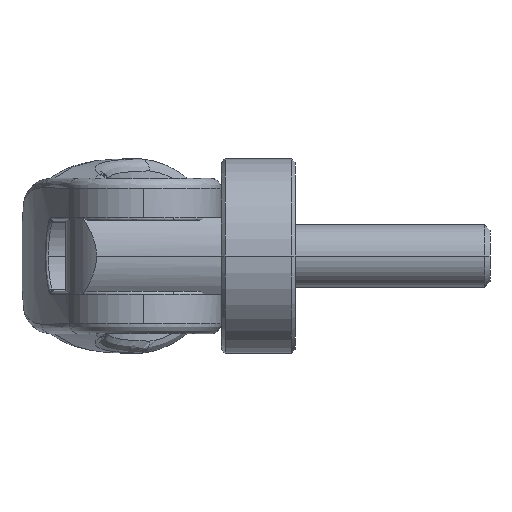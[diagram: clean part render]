
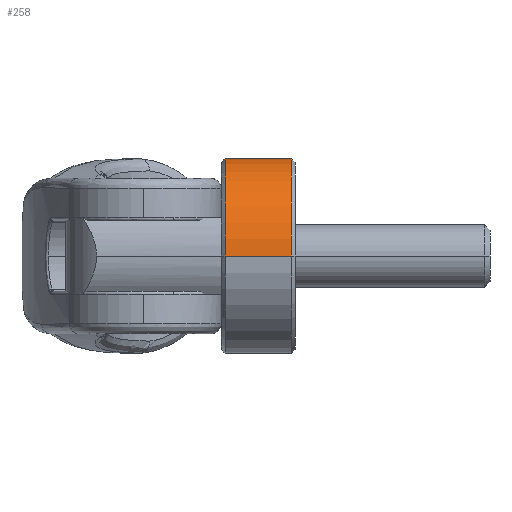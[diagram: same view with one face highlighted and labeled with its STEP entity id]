
A CAD part, left-side view. The second image highlights one B-rep face of the part: STEP entity #258.
In plain terms, the highlighted cylindrical face has radius 12.5 mm (diameter 25 mm), a partial arc.
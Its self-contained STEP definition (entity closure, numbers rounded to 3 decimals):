
#258=ADVANCED_FACE('',(#620),#621,.T.);
#620=FACE_OUTER_BOUND('',#1100,.T.);
#621=CYLINDRICAL_SURFACE('',#1101,12.5);
#1100=EDGE_LOOP('',(#11924,#11925,#11926,#11927));
#1101=AXIS2_PLACEMENT_3D('',#11928,#11929,#11930);
#11924=ORIENTED_EDGE('',*,*,#12830,.F.);
#11925=ORIENTED_EDGE('',*,*,#12831,.T.);
#11926=ORIENTED_EDGE('',*,*,#12832,.F.);
#11927=ORIENTED_EDGE('',*,*,#12826,.F.);
#11928=CARTESIAN_POINT('',(0.0,4.75,0.0));
#11929=DIRECTION('',(0.0,-1.0,0.0));
#11930=DIRECTION('',(1.0,0.0,0.0));
#12826=EDGE_CURVE('',#13373,#13376,#13377,.T.);
#12830=EDGE_CURVE('',#13382,#13373,#13383,.T.);
#12831=EDGE_CURVE('',#13382,#13384,#13385,.T.);
#12832=EDGE_CURVE('',#13376,#13384,#13386,.T.);
#13373=VERTEX_POINT('',#14152);
#13376=VERTEX_POINT('',#14156);
#13377=CIRCLE('',#14157,12.5);
#13382=VERTEX_POINT('',#14163);
#13383=LINE('',#14164,#14165);
#13384=VERTEX_POINT('',#14166);
#13385=CIRCLE('',#14167,12.5);
#13386=LINE('',#14168,#14169);
#14152=CARTESIAN_POINT('',(12.5,0.5,0.0));
#14156=CARTESIAN_POINT('',(-12.5,0.5,0.));
#14157=AXIS2_PLACEMENT_3D('',#18537,#18538,#18539);
#14163=CARTESIAN_POINT('',(12.5,9.0,0.0));
#14164=CARTESIAN_POINT('',(12.5,4.75,0.));
#14165=VECTOR('',#18544,1.0);
#14166=CARTESIAN_POINT('',(-12.5,9.0,0.));
#14167=AXIS2_PLACEMENT_3D('',#18545,#18546,#18547);
#14168=CARTESIAN_POINT('',(-12.5,4.75,0.));
#14169=VECTOR('',#18548,1.0);
#18537=CARTESIAN_POINT('',(0.0,0.5,0.0));
#18538=DIRECTION('',(0.0,-1.0,0.0));
#18539=DIRECTION('',(1.0,0.0,0.0));
#18544=DIRECTION('',(0.0,-1.0,-0.0));
#18545=CARTESIAN_POINT('',(0.0,9.0,0.0));
#18546=DIRECTION('',(0.0,-1.0,0.0));
#18547=DIRECTION('',(1.0,0.0,0.0));
#18548=DIRECTION('',(0.0,1.0,-0.0));
